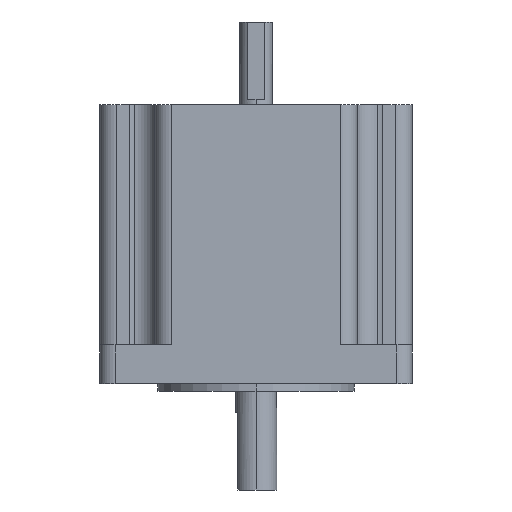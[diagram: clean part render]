
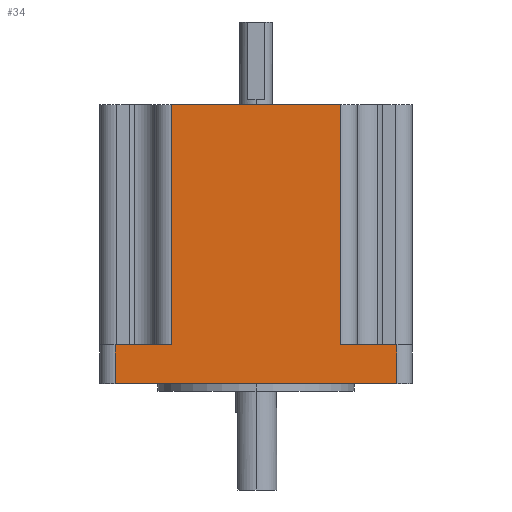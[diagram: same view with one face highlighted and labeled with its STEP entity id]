
A CAD part, left-side view. The second image highlights one B-rep face of the part: STEP entity #34.
In plain terms, the highlighted planar face has unit normal (-1, 0, 0).
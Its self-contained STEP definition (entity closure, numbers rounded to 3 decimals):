
#34 = ADVANCED_FACE ( 'NONE', ( #1385 ), #379, .F. ) ;
#143 = EDGE_CURVE ( 'NONE', #1551, #1572, #1481, .T. ) ;
#144 = EDGE_CURVE ( 'NONE', #1551, #1531, #1482, .T. ) ;
#151 = EDGE_CURVE ( 'NONE', #1570, #1552, #1483, .T. ) ;
#162 = EDGE_CURVE ( 'NONE', #1626, #1552, #1490, .T. ) ;
#185 = EDGE_CURVE ( 'NONE', #1513, #1573, #1506, .T. ) ;
#201 = EDGE_CURVE ( 'NONE', #1572, #1573, #1510, .T. ) ;
#202 = EDGE_CURVE ( 'NONE', #1570, #1513, #1511, .T. ) ;
#235 = EDGE_CURVE ( 'NONE', #1626, #1531, #305, .T. ) ;
#305 = LINE ( 'NONE', #964, #2168 ) ;
#379 = PLANE ( 'NONE',  #1973 ) ;
#387 = DIRECTION ( 'NONE',  ( 1., 0., 0. ) ) ;
#446 = CARTESIAN_POINT ( 'NONE',  ( -30.25, 27.25, 54. ) ) ;
#447 = DIRECTION ( 'NONE',  ( 0., 1., 0. ) ) ;
#685 = DIRECTION ( 'NONE',  ( 0., -1., 0. ) ) ;
#686 = CARTESIAN_POINT ( 'NONE',  ( -30.25, 27.25, 7.5 ) ) ;
#750 = CARTESIAN_POINT ( 'NONE',  ( -30.25, 27.25, 7.5 ) ) ;
#752 = CARTESIAN_POINT ( 'NONE',  ( -30.25, -27.25, 7.5 ) ) ;
#753 = CARTESIAN_POINT ( 'NONE',  ( -30.25, -27.25, 0. ) ) ;
#771 = CARTESIAN_POINT ( 'NONE',  ( -30.25, -16.275, 7.5 ) ) ;
#772 = CARTESIAN_POINT ( 'NONE',  ( -30.25, 16.275, 7.5 ) ) ;
#791 = CARTESIAN_POINT ( 'NONE',  ( -30.25, -16.275, 54. ) ) ;
#812 = CARTESIAN_POINT ( 'NONE',  ( -30.25, 27.25, 0. ) ) ;
#881 = CARTESIAN_POINT ( 'NONE',  ( -30.25, 27.25, 0. ) ) ;
#886 = DIRECTION ( 'NONE',  ( 0., -1., 0. ) ) ;
#894 = CARTESIAN_POINT ( 'NONE',  ( -30.25, 16.275, 54. ) ) ;
#896 = DIRECTION ( 'NONE',  ( 0., -1., 0. ) ) ;
#906 = CARTESIAN_POINT ( 'NONE',  ( -30.25, -19.575, 7.5 ) ) ;
#936 = CARTESIAN_POINT ( 'NONE',  ( -30.25, -16.275, 54. ) ) ;
#938 = DIRECTION ( 'NONE',  ( 0., 0., 1. ) ) ;
#942 = DIRECTION ( 'NONE',  ( 0., 0., -1. ) ) ;
#964 = CARTESIAN_POINT ( 'NONE',  ( -30.25, 27.25, 54. ) ) ;
#975 = CARTESIAN_POINT ( 'NONE',  ( -30.25, 16.275, 54. ) ) ;
#987 = DIRECTION ( 'NONE',  ( 0., -1., 0. ) ) ;
#1036 = CARTESIAN_POINT ( 'NONE',  ( -30.25, -27.25, 54. ) ) ;
#1037 = DIRECTION ( 'NONE',  ( 0., 0., -1. ) ) ;
#1039 = CARTESIAN_POINT ( 'NONE',  ( -30.25, 27.25, 54. ) ) ;
#1040 = DIRECTION ( 'NONE',  ( 0., 0., -1. ) ) ;
#1179 = ORIENTED_EDGE ( 'NONE', *, *, #235, .F. ) ;
#1202 = ORIENTED_EDGE ( 'NONE', *, *, #201, .F. ) ;
#1340 = ORIENTED_EDGE ( 'NONE', *, *, #185, .T. ) ;
#1385 = FACE_OUTER_BOUND ( 'NONE', #1647, .T. ) ;
#1481 = LINE ( 'NONE', #906, #2251 ) ;
#1482 = LINE ( 'NONE', #936, #2095 ) ;
#1483 = LINE ( 'NONE', #686, #1955 ) ;
#1490 = LINE ( 'NONE', #975, #2060 ) ;
#1506 = LINE ( 'NONE', #881, #2142 ) ;
#1510 = LINE ( 'NONE', #1036, #2211 ) ;
#1511 = LINE ( 'NONE', #1039, #2066 ) ;
#1513 = VERTEX_POINT ( 'NONE', #812 ) ;
#1531 = VERTEX_POINT ( 'NONE', #791 ) ;
#1551 = VERTEX_POINT ( 'NONE', #771 ) ;
#1552 = VERTEX_POINT ( 'NONE', #772 ) ;
#1570 = VERTEX_POINT ( 'NONE', #750 ) ;
#1572 = VERTEX_POINT ( 'NONE', #752 ) ;
#1573 = VERTEX_POINT ( 'NONE', #753 ) ;
#1626 = VERTEX_POINT ( 'NONE', #894 ) ;
#1642 = ORIENTED_EDGE ( 'NONE', *, *, #202, .T. ) ;
#1647 = EDGE_LOOP ( 'NONE', ( #1179, #1912, #1903, #1642, #1340, #1202, #1867, #1917 ) ) ;
#1867 = ORIENTED_EDGE ( 'NONE', *, *, #143, .F. ) ;
#1903 = ORIENTED_EDGE ( 'NONE', *, *, #151, .F. ) ;
#1912 = ORIENTED_EDGE ( 'NONE', *, *, #162, .T. ) ;
#1917 = ORIENTED_EDGE ( 'NONE', *, *, #144, .T. ) ;
#1955 = VECTOR ( 'NONE', #685, 1000. ) ;
#1973 = AXIS2_PLACEMENT_3D ( 'NONE', #446, #387, #447 ) ;
#2060 = VECTOR ( 'NONE', #942, 1000. ) ;
#2066 = VECTOR ( 'NONE', #1040, 1000. ) ;
#2095 = VECTOR ( 'NONE', #938, 1000. ) ;
#2142 = VECTOR ( 'NONE', #886, 1000. ) ;
#2168 = VECTOR ( 'NONE', #987, 1000. ) ;
#2211 = VECTOR ( 'NONE', #1037, 1000. ) ;
#2251 = VECTOR ( 'NONE', #896, 1000. ) ;
